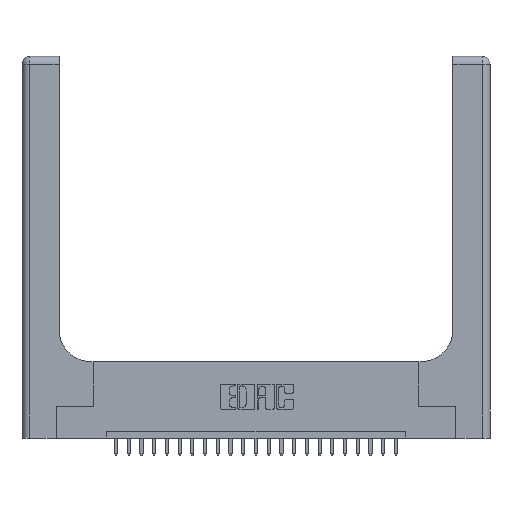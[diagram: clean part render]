
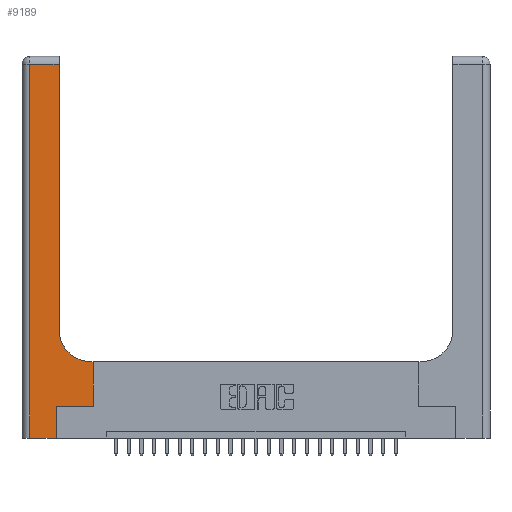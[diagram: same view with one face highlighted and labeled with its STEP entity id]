
A CAD part, top view. The second image highlights one B-rep face of the part: STEP entity #9189.
In plain terms, the highlighted planar face has unit normal (0, 0, 1).
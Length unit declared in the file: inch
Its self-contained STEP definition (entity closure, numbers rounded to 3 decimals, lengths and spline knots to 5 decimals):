
#381 = ORIENTED_EDGE ( 'NONE', *, *, #8863, .T. ) ;
#462 = ORIENTED_EDGE ( 'NONE', *, *, #15148, .T. ) ;
#599 = CARTESIAN_POINT ( 'NONE',  ( 0., 2.94, 0.37 ) ) ;
#902 = VERTEX_POINT ( 'NONE', #5406 ) ;
#1688 = CARTESIAN_POINT ( 'NONE',  ( 0., 3., 0.37 ) ) ;
#1850 = LINE ( 'NONE', #12582, #20652 ) ;
#3829 = DIRECTION ( 'NONE',  ( 0., 0., -1. ) ) ;
#4075 = AXIS2_PLACEMENT_3D ( 'NONE', #5590, #11594, #7603 ) ;
#4225 = CIRCLE ( 'NONE', #4075, 0.25 ) ;
#4473 = DIRECTION ( 'NONE',  ( 0., 1., 0. ) ) ;
#4888 = EDGE_CURVE ( 'NONE', #22041, #10395, #15301, .T. ) ;
#5406 = CARTESIAN_POINT ( 'NONE',  ( 0.06, 0., 0.37 ) ) ;
#5590 = CARTESIAN_POINT ( 'NONE',  ( 0.5415, 0.85, 0.37 ) ) ;
#5694 = CARTESIAN_POINT ( 'NONE',  ( 0.2915, 0.6, 0.37 ) ) ;
#6315 = CARTESIAN_POINT ( 'NONE',  ( 0.269, 0., 0.37 ) ) ;
#6735 = LINE ( 'NONE', #599, #18247 ) ;
#7603 = DIRECTION ( 'NONE',  ( 1., 0., 0. ) ) ;
#8677 = VECTOR ( 'NONE', #17346, 39.37008 ) ;
#8863 = EDGE_CURVE ( 'NONE', #14522, #15814, #6735, .T. ) ;
#9189 = ADVANCED_FACE ( 'NONE', ( #18834 ), #22915, .F. ) ;
#9228 = AXIS2_PLACEMENT_3D ( 'NONE', #1688, #3829, #15091 ) ;
#9624 = ORIENTED_EDGE ( 'NONE', *, *, #10593, .T. ) ;
#9785 = VERTEX_POINT ( 'NONE', #9805 ) ;
#9805 = CARTESIAN_POINT ( 'NONE',  ( 0.5585, 0.25, 0.37 ) ) ;
#9966 = EDGE_LOOP ( 'NONE', ( #9624, #381, #462, #17230, #19276, #11566, #10413, #22158, #15787 ) ) ;
#10017 = VECTOR ( 'NONE', #12310, 39.37008 ) ;
#10395 = VERTEX_POINT ( 'NONE', #21588 ) ;
#10413 = ORIENTED_EDGE ( 'NONE', *, *, #18956, .T. ) ;
#10593 = EDGE_CURVE ( 'NONE', #17384, #14522, #24206, .T. ) ;
#11434 = CARTESIAN_POINT ( 'NONE',  ( 0.5585, 0.25, 0.37 ) ) ;
#11566 = ORIENTED_EDGE ( 'NONE', *, *, #23069, .T. ) ;
#11594 = DIRECTION ( 'NONE',  ( 0., 0., -1. ) ) ;
#11670 = EDGE_CURVE ( 'NONE', #10395, #17384, #4225, .T. ) ;
#11978 = VECTOR ( 'NONE', #21084, 39.37008 ) ;
#12310 = DIRECTION ( 'NONE',  ( 0., 1., 0. ) ) ;
#12582 = CARTESIAN_POINT ( 'NONE',  ( 0.06, 3., 0.37 ) ) ;
#12848 = EDGE_CURVE ( 'NONE', #15313, #18037, #16257, .T. ) ;
#14522 = VERTEX_POINT ( 'NONE', #18004 ) ;
#14538 = CARTESIAN_POINT ( 'NONE',  ( 0.5585, 0.6, 0.37 ) ) ;
#14609 = DIRECTION ( 'NONE',  ( 1., 0., 0. ) ) ;
#15091 = DIRECTION ( 'NONE',  ( -1., 0., 0. ) ) ;
#15148 = EDGE_CURVE ( 'NONE', #15814, #902, #1850, .T. ) ;
#15301 = LINE ( 'NONE', #5694, #11978 ) ;
#15313 = VERTEX_POINT ( 'NONE', #19997 ) ;
#15545 = CARTESIAN_POINT ( 'NONE',  ( 0.06, 2.94, 0.37 ) ) ;
#15787 = ORIENTED_EDGE ( 'NONE', *, *, #11670, .T. ) ;
#15814 = VERTEX_POINT ( 'NONE', #15545 ) ;
#16257 = LINE ( 'NONE', #6315, #19287 ) ;
#16303 = LINE ( 'NONE', #20682, #18130 ) ;
#17230 = ORIENTED_EDGE ( 'NONE', *, *, #18100, .T. ) ;
#17346 = DIRECTION ( 'NONE',  ( 0., 1., 0. ) ) ;
#17384 = VERTEX_POINT ( 'NONE', #20036 ) ;
#18004 = CARTESIAN_POINT ( 'NONE',  ( 0.2915, 2.94, 0.37 ) ) ;
#18037 = VERTEX_POINT ( 'NONE', #19926 ) ;
#18100 = EDGE_CURVE ( 'NONE', #902, #15313, #16303, .T. ) ;
#18130 = VECTOR ( 'NONE', #14609, 39.37008 ) ;
#18247 = VECTOR ( 'NONE', #22182, 39.37008 ) ;
#18834 = FACE_OUTER_BOUND ( 'NONE', #9966, .T. ) ;
#18956 = EDGE_CURVE ( 'NONE', #9785, #22041, #24412, .T. ) ;
#19276 = ORIENTED_EDGE ( 'NONE', *, *, #12848, .T. ) ;
#19287 = VECTOR ( 'NONE', #4473, 39.37008 ) ;
#19926 = CARTESIAN_POINT ( 'NONE',  ( 0.269, 0.25, 0.37 ) ) ;
#19997 = CARTESIAN_POINT ( 'NONE',  ( 0.269, 0., 0.37 ) ) ;
#20036 = CARTESIAN_POINT ( 'NONE',  ( 0.2915, 0.85, 0.37 ) ) ;
#20652 = VECTOR ( 'NONE', #22187, 39.37008 ) ;
#20682 = CARTESIAN_POINT ( 'NONE',  ( 0., 0., 0.37 ) ) ;
#21084 = DIRECTION ( 'NONE',  ( -1., 0., 0. ) ) ;
#21447 = DIRECTION ( 'NONE',  ( 1., 0., 0. ) ) ;
#21588 = CARTESIAN_POINT ( 'NONE',  ( 0.5415, 0.6, 0.37 ) ) ;
#21841 = CARTESIAN_POINT ( 'NONE',  ( 0.2915, 3., 0.37 ) ) ;
#22041 = VERTEX_POINT ( 'NONE', #14538 ) ;
#22158 = ORIENTED_EDGE ( 'NONE', *, *, #4888, .T. ) ;
#22182 = DIRECTION ( 'NONE',  ( -1., 0., 0. ) ) ;
#22187 = DIRECTION ( 'NONE',  ( 0., -1., 0. ) ) ;
#22198 = LINE ( 'NONE', #23308, #24312 ) ;
#22915 = PLANE ( 'NONE',  #9228 ) ;
#23069 = EDGE_CURVE ( 'NONE', #18037, #9785, #22198, .T. ) ;
#23308 = CARTESIAN_POINT ( 'NONE',  ( 0.269, 0.25, 0.37 ) ) ;
#24206 = LINE ( 'NONE', #21841, #10017 ) ;
#24312 = VECTOR ( 'NONE', #21447, 39.37008 ) ;
#24412 = LINE ( 'NONE', #11434, #8677 ) ;
